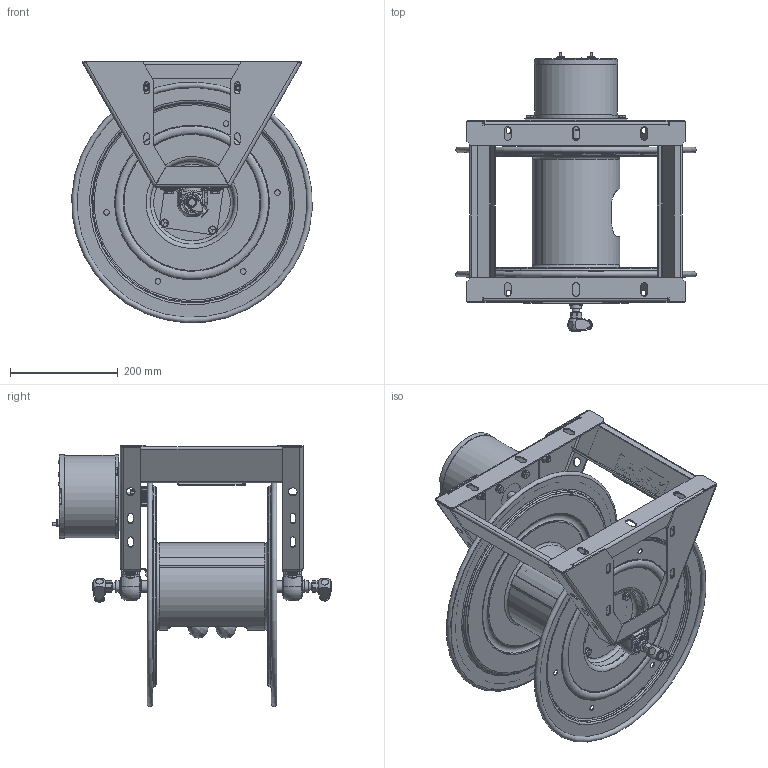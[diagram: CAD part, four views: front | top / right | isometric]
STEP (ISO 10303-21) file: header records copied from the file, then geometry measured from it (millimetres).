
FILE_DESCRIPTION(/* description */ (''),/* implementation_level */ '2;1');
FILE_NAME(/* name */ '1275HPL-B-8-E_SHARED.stp',/* time_stamp */ '2020-03-16T09:35:09-07:00',/* author */ ('NMelton'),/* organization */ (''),/* preprocessor_version */ 'ST-DEVELOPER v17',/* originating_system */ 'Autodesk Inventor 2019',/* authorisation */ '');
FILE_SCHEMA (('AUTOMOTIVE_DESIGN { 1 0 10303 214 3 1 1 }'));
Products named in the file (1): 1275HPL-B-8-E_SHARED
Bounding box: 447.02 x 519.55 x 486.02 mm (x, y, z)
Surface area: 1760745 mm2 (no closed solid volume)
Topology: 0 solids, 150 shells, 2957 faces, 10328 edges, 7269 vertices
Faces by surface type: cylinder 1161, plane 984, bspline 308, cone 307, torus 141, sphere 56
Full cylindrical faces by diameter (mm): 1.245 x4, 1.321 x4, 2.54 x1, 3.048 x1, 3.962 x1, 4.826 x1, 5.08 x2, 5.969 x2, 6.35 x1, 6.985 x4, 7.938 x7, 9.347 x2, 10.414 x6, 10.439 x1, 10.592 x2, 10.731 x4, 11.43 x12, 12.192 x2, 12.573 x2, 12.7 x7, 12.859 x4, 13.398 x2, 13.843 x2, 13.868 x2, 14.186 x4, 14.3 x1, 15.875 x3, 16.167 x2, 16.662 x4, 16.764 x1
Entity records: 127242 total; most frequent: CARTESIAN_POINT 41271, ORIENTED_EDGE 16596, DIRECTION 16142, EDGE_CURVE 10227, VERTEX_POINT 7269, AXIS2_PLACEMENT_3D 5890, LINE 4362, VECTOR 4362
